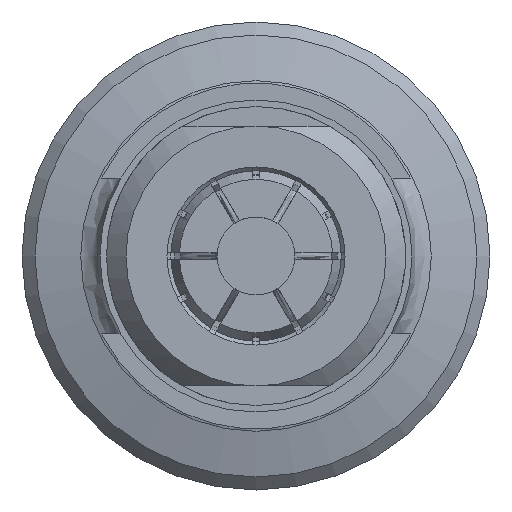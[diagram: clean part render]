
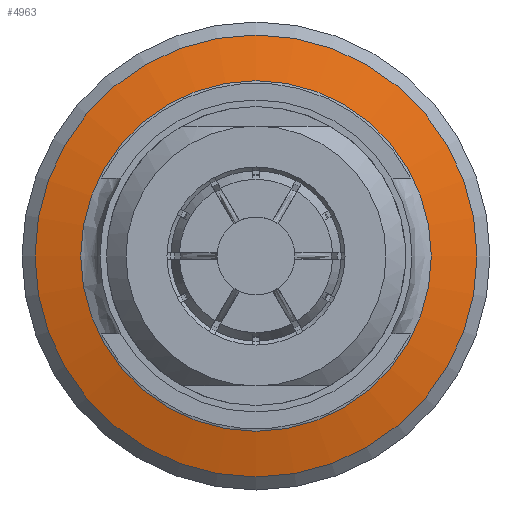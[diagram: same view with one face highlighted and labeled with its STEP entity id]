
A CAD part, left-side view. The second image highlights one B-rep face of the part: STEP entity #4963.
In plain terms, the highlighted conical face has half-angle 75 degrees and reference radius 14.5 mm.
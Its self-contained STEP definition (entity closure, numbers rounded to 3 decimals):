
#4932=CARTESIAN_POINT('',(-95.143,13.482,0.));
#4933=VERTEX_POINT('',#4932);
#4934=CARTESIAN_POINT('',(-95.143,0.,0.));
#4935=DIRECTION('',(-1.0,0.0,0.0));
#4936=DIRECTION('',(0.0,-1.0,0.0));
#4937=AXIS2_PLACEMENT_3D('',#4934,#4935,#4936);
#4938=CIRCLE('',#4937,13.482);
#4939=EDGE_CURVE('',#4933,#4933,#4938,.T.);
#4944=CARTESIAN_POINT('',(-94.87,0.,0.));
#4945=DIRECTION('',(1.0,0.,0.));
#4946=DIRECTION('',(0.0,1.0,0.0));
#4947=AXIS2_PLACEMENT_3D('',#4944,#4945,#4946);
#4948=CONICAL_SURFACE('',#4947,14.5,75.);
#4949=CARTESIAN_POINT('',(-94.2,17.,0.));
#4950=VERTEX_POINT('',#4949);
#4951=CARTESIAN_POINT('',(-94.2,0.,0.));
#4952=DIRECTION('',(1.0,0.0,0.0));
#4953=DIRECTION('',(0.0,1.0,0.0));
#4954=AXIS2_PLACEMENT_3D('',#4951,#4952,#4953);
#4955=CIRCLE('',#4954,17.);
#4956=EDGE_CURVE('',#4950,#4950,#4955,.T.);
#4957=ORIENTED_EDGE('',*,*,#4956,.F.);
#4958=EDGE_LOOP('',(#4957));
#4959=FACE_OUTER_BOUND('',#4958,.T.);
#4960=ORIENTED_EDGE('',*,*,#4939,.F.);
#4961=EDGE_LOOP('',(#4960));
#4962=FACE_BOUND('',#4961,.T.);
#4963=ADVANCED_FACE('',(#4959,#4962),#4948,.T.);
